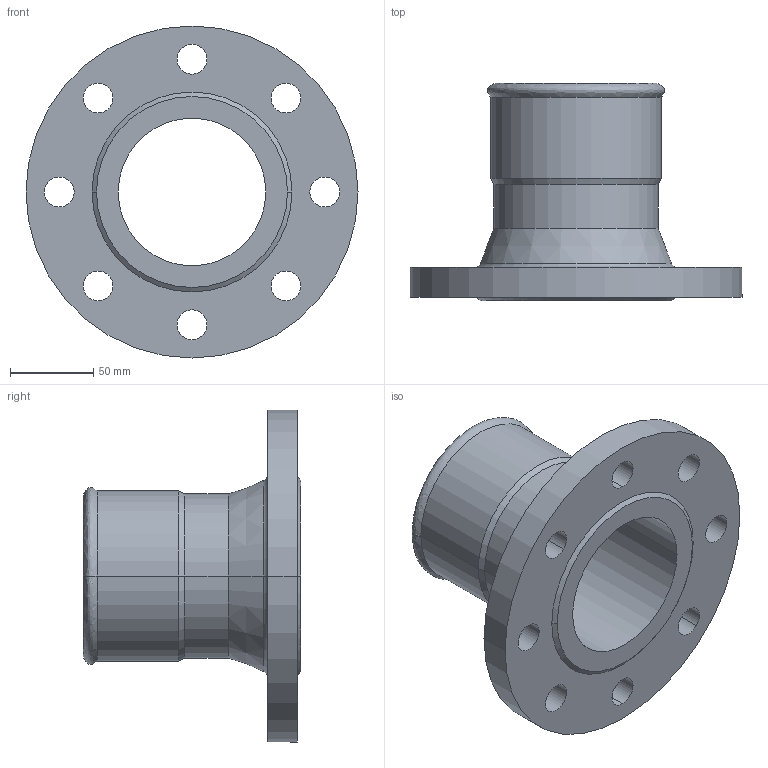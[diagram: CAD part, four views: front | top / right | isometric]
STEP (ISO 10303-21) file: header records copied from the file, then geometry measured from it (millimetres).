
FILE_DESCRIPTION (( 'STEP AP203' ), '1' );
FILE_NAME ('3D_P740_PN16_DN88.9_14140889.STEP', '2024-08-07T19:30:43', ( '' ), ( '' ), 'SwSTEP 2.0', 'SolidWorks 2024', '' );
FILE_SCHEMA (( 'CONFIG_CONTROL_DESIGN' ));
Length unit declared in the file: millimetre
Products named in the file (1): 3D_P740_PN16_DN88.9_14140889
Bounding box: 200 x 131 x 200 mm (x, y, z)
Volume: 610846.1 mm3; surface area: 137244.9 mm2
Topology: 1 solids, 1 shells, 45 faces, 106 edges, 64 vertices
Faces by surface type: cylinder 26, cone 10, bspline 4, plane 3, torus 2
Entity records: 1457 total; most frequent: CARTESIAN_POINT 278, DIRECTION 252, ORIENTED_EDGE 212, AXIS2_PLACEMENT_3D 108, EDGE_CURVE 106, CIRCLE 66, EDGE_LOOP 64, VERTEX_POINT 64
